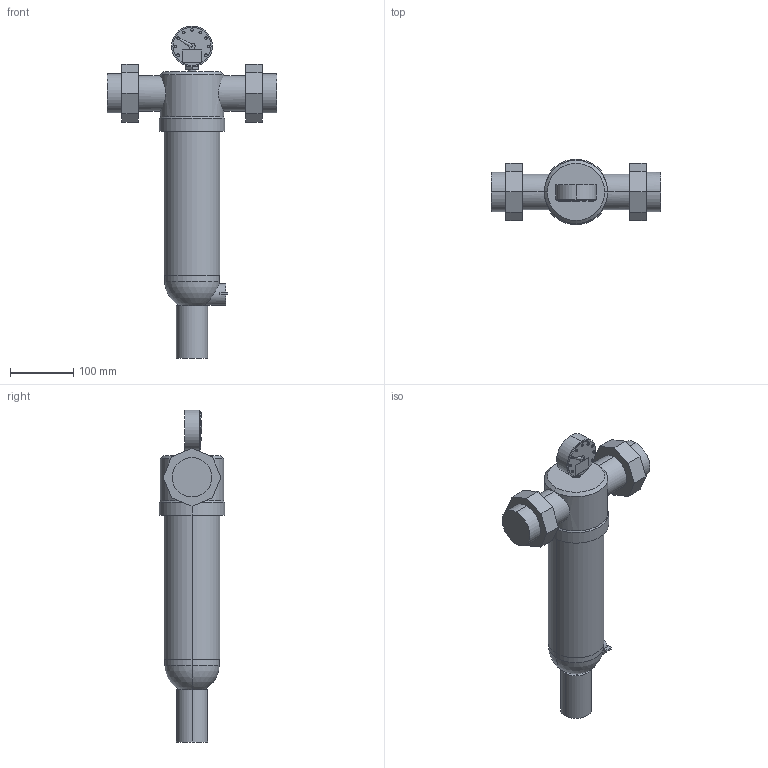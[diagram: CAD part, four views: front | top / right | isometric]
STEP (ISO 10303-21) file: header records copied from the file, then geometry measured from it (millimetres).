
FILE_DESCRIPTION(('no description'),'unknown implementation level');
FILE_NAME('Honeywell_F76S-2AA_3D.stp',' ',('pit-cup GmbH'),('ccLab - KiM Gmbh - www.kimweb.de'),'unknown preprocess','ACIS','unknown authorization');
FILE_SCHEMA(('automotive_design'));
Length unit declared in the file: millimetre
Products named in the file (2): 1; 2
Bounding box: 267 x 103 x 523 mm (x, y, z)
Volume: 3217321.1 mm3; surface area: 195471.8 mm2
Topology: 2 solids, 2 shells, 118 faces, 270 edges, 177 vertices
Faces by surface type: plane 62, cylinder 47, cone 7, sphere 2
Entity records: 6878 total; most frequent: CARTESIAN_POINT 909, DIRECTION 600, STYLED_ITEM 567, PRESENTATION_STYLE_ASSIGNMENT 567, COLOUR_RGB 567, ORIENTED_EDGE 540, EDGE_CURVE 270, CURVE_STYLE 270
